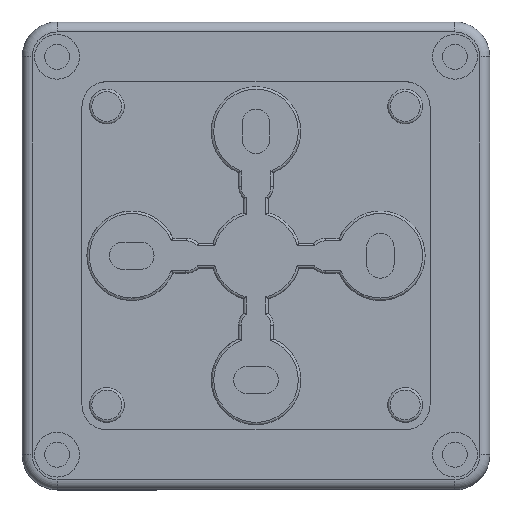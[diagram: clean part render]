
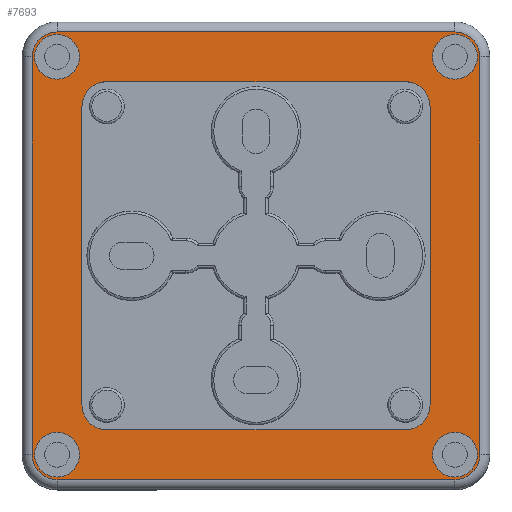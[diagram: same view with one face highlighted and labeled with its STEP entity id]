
A CAD part, top view. The second image highlights one B-rep face of the part: STEP entity #7693.
In plain terms, the highlighted planar face has unit normal (0, 0, 1).
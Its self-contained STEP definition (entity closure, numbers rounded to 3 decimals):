
#290=LINE('',#12879,#762);
#294=LINE('',#12891,#766);
#298=LINE('',#12903,#770);
#302=LINE('',#12915,#774);
#356=LINE('',#13361,#828);
#358=LINE('',#13381,#830);
#361=LINE('',#13388,#833);
#363=LINE('',#13403,#835);
#762=VECTOR('',#10068,60.);
#766=VECTOR('',#10080,60.);
#770=VECTOR('',#10092,60.);
#774=VECTOR('',#10104,60.);
#828=VECTOR('',#10676,80.);
#830=VECTOR('',#10700,80.);
#833=VECTOR('',#10707,80.);
#835=VECTOR('',#10727,80.);
#1183=PLANE('',#8609);
#1387=FACE_BOUND('',#2414,.T.);
#1388=FACE_BOUND('',#2415,.T.);
#1389=FACE_BOUND('',#2416,.T.);
#1390=FACE_BOUND('',#2417,.T.);
#1391=FACE_BOUND('',#2418,.T.);
#1786=FACE_OUTER_BOUND('',#2413,.T.);
#2413=EDGE_LOOP('',(#6381,#6382,#6383,#6384,#6385,#6386,#6387,#6388));
#2414=EDGE_LOOP('',(#6389,#6390,#6391,#6392,#6393,#6394,#6395,#6396));
#2415=EDGE_LOOP('',(#6397));
#2416=EDGE_LOOP('',(#6398));
#2417=EDGE_LOOP('',(#6399));
#2418=EDGE_LOOP('',(#6400));
#2849=CIRCLE('',#8312,5.);
#2851=CIRCLE('',#8316,5.);
#2853=CIRCLE('',#8320,5.);
#2855=CIRCLE('',#8324,5.);
#2859=CIRCLE('',#8332,4.5);
#2862=CIRCLE('',#8337,4.5);
#2865=CIRCLE('',#8342,4.5);
#2868=CIRCLE('',#8347,4.5);
#3001=CIRCLE('',#8584,5.);
#3005=CIRCLE('',#8589,5.);
#3009=CIRCLE('',#8596,5.);
#3013=CIRCLE('',#8601,5.);
#3501=VERTEX_POINT('',#12876);
#3502=VERTEX_POINT('',#12878);
#3504=VERTEX_POINT('',#12884);
#3506=VERTEX_POINT('',#12890);
#3508=VERTEX_POINT('',#12896);
#3510=VERTEX_POINT('',#12902);
#3512=VERTEX_POINT('',#12908);
#3514=VERTEX_POINT('',#12914);
#3518=VERTEX_POINT('',#12930);
#3521=VERTEX_POINT('',#12938);
#3524=VERTEX_POINT('',#12946);
#3527=VERTEX_POINT('',#12954);
#3646=VERTEX_POINT('',#13358);
#3647=VERTEX_POINT('',#13360);
#3650=VERTEX_POINT('',#13367);
#3651=VERTEX_POINT('',#13372);
#3654=VERTEX_POINT('',#13379);
#3655=VERTEX_POINT('',#13384);
#3658=VERTEX_POINT('',#13391);
#3659=VERTEX_POINT('',#13396);
#4376=EDGE_CURVE('',#3502,#3501,#290,.T.);
#4379=EDGE_CURVE('',#3504,#3502,#2849,.T.);
#4382=EDGE_CURVE('',#3506,#3504,#294,.T.);
#4385=EDGE_CURVE('',#3508,#3506,#2851,.T.);
#4388=EDGE_CURVE('',#3510,#3508,#298,.T.);
#4391=EDGE_CURVE('',#3512,#3510,#2853,.T.);
#4394=EDGE_CURVE('',#3514,#3512,#302,.T.);
#4397=EDGE_CURVE('',#3501,#3514,#2855,.T.);
#4401=EDGE_CURVE('',#3518,#3518,#2859,.T.);
#4404=EDGE_CURVE('',#3521,#3521,#2862,.T.);
#4407=EDGE_CURVE('',#3524,#3524,#2865,.T.);
#4410=EDGE_CURVE('',#3527,#3527,#2868,.T.);
#4593=EDGE_CURVE('',#3646,#3647,#356,.T.);
#4597=EDGE_CURVE('',#3650,#3646,#3001,.T.);
#4601=EDGE_CURVE('',#3647,#3651,#3005,.T.);
#4603=EDGE_CURVE('',#3654,#3650,#358,.T.);
#4607=EDGE_CURVE('',#3651,#3655,#361,.T.);
#4609=EDGE_CURVE('',#3658,#3654,#3009,.T.);
#4613=EDGE_CURVE('',#3655,#3659,#3013,.T.);
#4615=EDGE_CURVE('',#3659,#3658,#363,.T.);
#6381=ORIENTED_EDGE('',*,*,#4593,.F.);
#6382=ORIENTED_EDGE('',*,*,#4597,.F.);
#6383=ORIENTED_EDGE('',*,*,#4603,.F.);
#6384=ORIENTED_EDGE('',*,*,#4609,.F.);
#6385=ORIENTED_EDGE('',*,*,#4615,.F.);
#6386=ORIENTED_EDGE('',*,*,#4613,.F.);
#6387=ORIENTED_EDGE('',*,*,#4607,.F.);
#6388=ORIENTED_EDGE('',*,*,#4601,.F.);
#6389=ORIENTED_EDGE('',*,*,#4376,.T.);
#6390=ORIENTED_EDGE('',*,*,#4397,.T.);
#6391=ORIENTED_EDGE('',*,*,#4394,.T.);
#6392=ORIENTED_EDGE('',*,*,#4391,.T.);
#6393=ORIENTED_EDGE('',*,*,#4388,.T.);
#6394=ORIENTED_EDGE('',*,*,#4385,.T.);
#6395=ORIENTED_EDGE('',*,*,#4382,.T.);
#6396=ORIENTED_EDGE('',*,*,#4379,.T.);
#6397=ORIENTED_EDGE('',*,*,#4401,.T.);
#6398=ORIENTED_EDGE('',*,*,#4404,.T.);
#6399=ORIENTED_EDGE('',*,*,#4407,.T.);
#6400=ORIENTED_EDGE('',*,*,#4410,.T.);
#7693=ADVANCED_FACE('',(#1786,#1387,#1388,#1389,#1390,#1391),#1183,.T.);
#8312=AXIS2_PLACEMENT_3D('',#12885,#10074,#10075);
#8316=AXIS2_PLACEMENT_3D('',#12897,#10086,#10087);
#8320=AXIS2_PLACEMENT_3D('',#12909,#10098,#10099);
#8324=AXIS2_PLACEMENT_3D('',#12919,#10110,#10111);
#8332=AXIS2_PLACEMENT_3D('',#12931,#10126,#10127);
#8337=AXIS2_PLACEMENT_3D('',#12939,#10136,#10137);
#8342=AXIS2_PLACEMENT_3D('',#12947,#10146,#10147);
#8347=AXIS2_PLACEMENT_3D('',#12955,#10156,#10157);
#8584=AXIS2_PLACEMENT_3D('',#13369,#10684,#10685);
#8589=AXIS2_PLACEMENT_3D('',#13376,#10694,#10695);
#8596=AXIS2_PLACEMENT_3D('',#13393,#10712,#10713);
#8601=AXIS2_PLACEMENT_3D('',#13400,#10722,#10723);
#8609=AXIS2_PLACEMENT_3D('',#13422,#10747,#10748);
#10068=DIRECTION('',(0.,1.,0.));
#10074=DIRECTION('center_axis',(0.,0.,-1.));
#10075=DIRECTION('ref_axis',(-1.,0.,0.));
#10080=DIRECTION('',(-1.,0.,0.));
#10086=DIRECTION('center_axis',(0.,0.,-1.));
#10087=DIRECTION('ref_axis',(0.,-1.,0.));
#10092=DIRECTION('',(0.,-1.,0.));
#10098=DIRECTION('center_axis',(0.,0.,-1.));
#10099=DIRECTION('ref_axis',(1.,0.,0.));
#10104=DIRECTION('',(1.,0.,0.));
#10110=DIRECTION('center_axis',(0.,0.,-1.));
#10111=DIRECTION('ref_axis',(0.,1.,0.));
#10126=DIRECTION('center_axis',(0.,0.,-1.));
#10127=DIRECTION('ref_axis',(-1.,0.,0.));
#10136=DIRECTION('center_axis',(0.,0.,-1.));
#10137=DIRECTION('ref_axis',(-1.,0.,0.));
#10146=DIRECTION('center_axis',(0.,0.,-1.));
#10147=DIRECTION('ref_axis',(-1.,0.,0.));
#10156=DIRECTION('center_axis',(0.,0.,-1.));
#10157=DIRECTION('ref_axis',(-1.,0.,0.));
#10676=DIRECTION('',(0.,1.,0.));
#10684=DIRECTION('center_axis',(0.,0.,-1.));
#10685=DIRECTION('ref_axis',(-0.707,-0.707,0.));
#10694=DIRECTION('center_axis',(0.,0.,-1.));
#10695=DIRECTION('ref_axis',(-0.707,0.707,0.));
#10700=DIRECTION('',(-1.,0.,0.));
#10707=DIRECTION('',(1.,0.,0.));
#10712=DIRECTION('center_axis',(0.,0.,-1.));
#10713=DIRECTION('ref_axis',(0.707,-0.707,0.));
#10722=DIRECTION('center_axis',(0.,0.,-1.));
#10723=DIRECTION('ref_axis',(0.707,0.707,0.));
#10727=DIRECTION('',(0.,-1.,0.));
#10747=DIRECTION('center_axis',(0.,0.,1.));
#10748=DIRECTION('ref_axis',(1.,0.,0.));
#12876=CARTESIAN_POINT('',(-3.87,59.85,39.));
#12878=CARTESIAN_POINT('',(-3.87,-0.15,39.));
#12879=CARTESIAN_POINT('',(-3.87,44.85,39.));
#12884=CARTESIAN_POINT('',(1.13,-5.15,39.));
#12885=CARTESIAN_POINT('Origin',(1.13,-0.15,39.));
#12890=CARTESIAN_POINT('',(61.13,-5.15,39.));
#12891=CARTESIAN_POINT('',(16.13,-5.15,39.));
#12896=CARTESIAN_POINT('',(66.13,-0.15,39.));
#12897=CARTESIAN_POINT('Origin',(61.13,-0.15,39.));
#12902=CARTESIAN_POINT('',(66.13,59.85,39.));
#12903=CARTESIAN_POINT('',(66.13,14.85,39.));
#12908=CARTESIAN_POINT('',(61.13,64.85,39.));
#12909=CARTESIAN_POINT('Origin',(61.13,59.85,39.));
#12914=CARTESIAN_POINT('',(1.13,64.85,39.));
#12915=CARTESIAN_POINT('',(46.13,64.85,39.));
#12919=CARTESIAN_POINT('Origin',(1.13,59.85,39.));
#12930=CARTESIAN_POINT('',(-4.37,-10.15,39.));
#12931=CARTESIAN_POINT('Origin',(-8.87,-10.15,39.));
#12938=CARTESIAN_POINT('',(75.63,-10.15,39.));
#12939=CARTESIAN_POINT('Origin',(71.13,-10.15,39.));
#12946=CARTESIAN_POINT('',(75.63,69.85,39.));
#12947=CARTESIAN_POINT('Origin',(71.13,69.85,39.));
#12954=CARTESIAN_POINT('',(-4.37,69.85,39.));
#12955=CARTESIAN_POINT('Origin',(-8.87,69.85,39.));
#13358=CARTESIAN_POINT('',(-13.87,-10.15,39.));
#13360=CARTESIAN_POINT('',(-13.87,69.85,39.));
#13361=CARTESIAN_POINT('',(-13.87,9.85,39.));
#13367=CARTESIAN_POINT('',(-8.87,-15.15,39.));
#13369=CARTESIAN_POINT('Origin',(-8.87,-10.15,39.));
#13372=CARTESIAN_POINT('',(-8.87,74.85,39.));
#13376=CARTESIAN_POINT('Origin',(-8.87,69.85,39.));
#13379=CARTESIAN_POINT('',(71.13,-15.15,39.));
#13381=CARTESIAN_POINT('',(51.13,-15.15,39.));
#13384=CARTESIAN_POINT('',(71.13,74.85,39.));
#13388=CARTESIAN_POINT('',(11.13,74.85,39.));
#13391=CARTESIAN_POINT('',(76.13,-10.15,39.));
#13393=CARTESIAN_POINT('Origin',(71.13,-10.15,39.));
#13396=CARTESIAN_POINT('',(76.13,69.85,39.));
#13400=CARTESIAN_POINT('Origin',(71.13,69.85,39.));
#13403=CARTESIAN_POINT('',(76.13,49.85,39.));
#13422=CARTESIAN_POINT('Origin',(31.13,29.85,39.));
